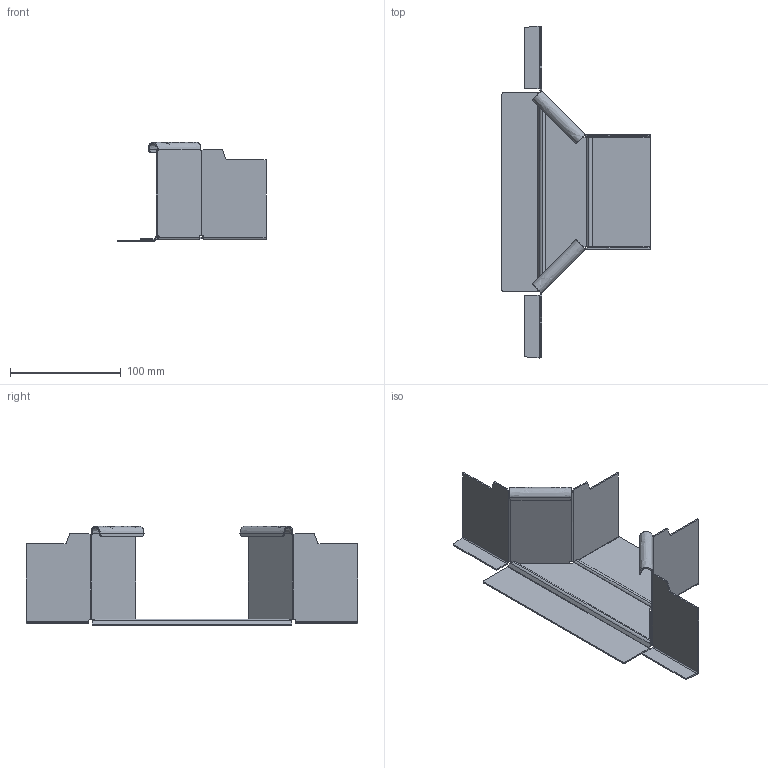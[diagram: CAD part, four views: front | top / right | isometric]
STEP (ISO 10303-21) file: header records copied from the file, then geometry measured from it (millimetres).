
FILE_DESCRIPTION(/* description */ (''),/* implementation_level */ '2;1');
FILE_NAME(/* name */ '6041590',/* time_stamp */ '2014-08-22T09:26:40+02:00',/* author */ (''),/* organization */ (''),/* preprocessor_version */ 'ST-DEVELOPER v15',/* originating_system */ '',/* authorisation */ '');
FILE_SCHEMA (('AUTOMOTIVE_DESIGN'));
Length unit declared in the file: millimetre
Products named in the file (6): Document; 6041570_ASM; RAAM_810_ASM; 041560_BODEN_RAAM_100; 033219_INNENHOLM_85; Block 01
Assembly tree (6 placements, depth 5):
  Document
    6041570_ASM
      RAAM_810_ASM
        041560_BODEN_RAAM_100
        033219_INNENHOLM_85  x2
          Block 01
Bounding box: 133.5 x 299.2 x 89.45 mm (x, y, z)
Volume: 22869.4 mm3; surface area: 105055.5 mm2
Topology: 1 solids, 5 shells, 210 faces, 522 edges, 318 vertices
Faces by surface type: plane 118, bspline 92
Entity records: 4428 total; most frequent: CARTESIAN_POINT 2306, ORIENTED_EDGE 612, EDGE_CURVE 313, B_SPLINE_CURVE_WITH_KNOTS 245, VERTEX_POINT 191, ADVANCED_FACE 126, FACE_OUTER_BOUND 126, EDGE_LOOP 126
